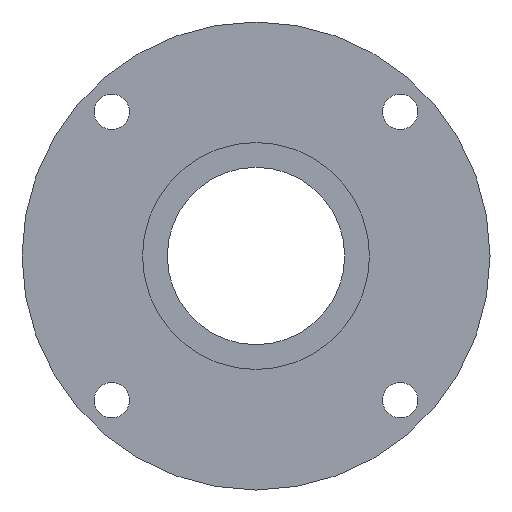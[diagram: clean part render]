
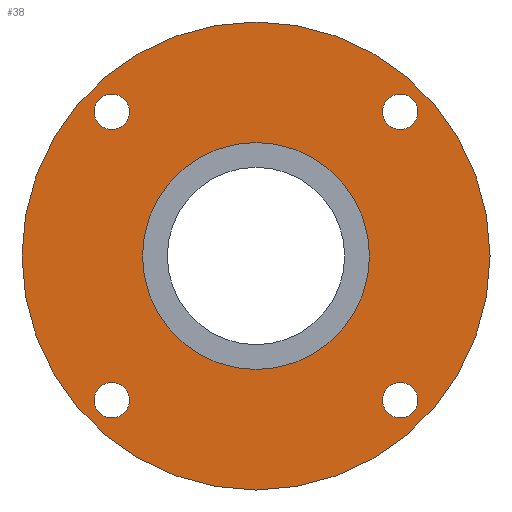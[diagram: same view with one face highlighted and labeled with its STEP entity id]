
A CAD part, front view. The second image highlights one B-rep face of the part: STEP entity #38.
In plain terms, the highlighted planar face has unit normal (0, -1, 0).
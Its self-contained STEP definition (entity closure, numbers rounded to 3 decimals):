
#38=ADVANCED_FACE('',(#83,#84,#85,#86,#87,#88),#89,.F.);
#83=FACE_BOUND('',#154,.T.);
#84=FACE_BOUND('',#155,.T.);
#85=FACE_BOUND('',#156,.T.);
#86=FACE_BOUND('',#157,.T.);
#87=FACE_BOUND('',#158,.T.);
#88=FACE_OUTER_BOUND('',#159,.T.);
#89=PLANE('',#160);
#154=EDGE_LOOP('',(#219));
#155=EDGE_LOOP('',(#220));
#156=EDGE_LOOP('',(#221));
#157=EDGE_LOOP('',(#222));
#158=EDGE_LOOP('',(#223));
#159=EDGE_LOOP('',(#224));
#160=AXIS2_PLACEMENT_3D('',#225,#226,#227);
#219=ORIENTED_EDGE('',*,*,#311,.T.);
#220=ORIENTED_EDGE('',*,*,#312,.T.);
#221=ORIENTED_EDGE('',*,*,#313,.T.);
#222=ORIENTED_EDGE('',*,*,#314,.T.);
#223=ORIENTED_EDGE('',*,*,#315,.T.);
#224=ORIENTED_EDGE('',*,*,#316,.F.);
#225=CARTESIAN_POINT('',(-37.5,3.0,0.0));
#226=DIRECTION('',(0.,1.0,0.0));
#227=DIRECTION('',(-1.0,0.,0.0));
#311=EDGE_CURVE('',#343,#343,#344,.T.);
#312=EDGE_CURVE('',#345,#345,#346,.T.);
#313=EDGE_CURVE('',#347,#347,#348,.T.);
#314=EDGE_CURVE('',#349,#349,#350,.T.);
#315=EDGE_CURVE('',#351,#351,#352,.T.);
#316=EDGE_CURVE('',#353,#353,#354,.T.);
#343=VERTEX_POINT('',#393);
#344=CIRCLE('',#394,16.0);
#345=VERTEX_POINT('',#395);
#346=CIRCLE('',#396,2.5);
#347=VERTEX_POINT('',#397);
#348=CIRCLE('',#398,2.5);
#349=VERTEX_POINT('',#399);
#350=CIRCLE('',#400,2.5);
#351=VERTEX_POINT('',#401);
#352=CIRCLE('',#402,2.5);
#353=VERTEX_POINT('',#403);
#354=CIRCLE('',#404,33.0);
#393=CARTESIAN_POINT('',(0.0,3.0,-16.0));
#394=AXIS2_PLACEMENT_3D('',#442,#443,#444);
#395=CARTESIAN_POINT('',(17.829,3.0,-20.329));
#396=AXIS2_PLACEMENT_3D('',#445,#446,#447);
#397=CARTESIAN_POINT('',(-22.829,3.0,-20.329));
#398=AXIS2_PLACEMENT_3D('',#448,#449,#450);
#399=CARTESIAN_POINT('',(-22.829,3.0,20.329));
#400=AXIS2_PLACEMENT_3D('',#451,#452,#453);
#401=CARTESIAN_POINT('',(17.829,3.0,20.329));
#402=AXIS2_PLACEMENT_3D('',#454,#455,#456);
#403=CARTESIAN_POINT('',(-33.0,3.0,0.));
#404=AXIS2_PLACEMENT_3D('',#457,#458,#459);
#442=CARTESIAN_POINT('',(0.0,3.0,0.0));
#443=DIRECTION('',(0.,1.0,0.0));
#444=DIRECTION('',(0.0,0.0,-1.0));
#445=CARTESIAN_POINT('',(20.329,3.0,-20.329));
#446=DIRECTION('',(0.,1.0,0.0));
#447=DIRECTION('',(-1.0,0.,0.0));
#448=CARTESIAN_POINT('',(-20.329,3.0,-20.329));
#449=DIRECTION('',(0.,1.0,0.0));
#450=DIRECTION('',(-1.0,0.,0.0));
#451=CARTESIAN_POINT('',(-20.329,3.0,20.329));
#452=DIRECTION('',(0.,1.0,0.0));
#453=DIRECTION('',(-1.0,0.,0.0));
#454=CARTESIAN_POINT('',(20.329,3.0,20.329));
#455=DIRECTION('',(0.,1.0,0.0));
#456=DIRECTION('',(-1.0,0.,0.0));
#457=CARTESIAN_POINT('',(0.0,3.0,0.));
#458=DIRECTION('',(0.,1.0,0.0));
#459=DIRECTION('',(-1.0,0.,0.0));
